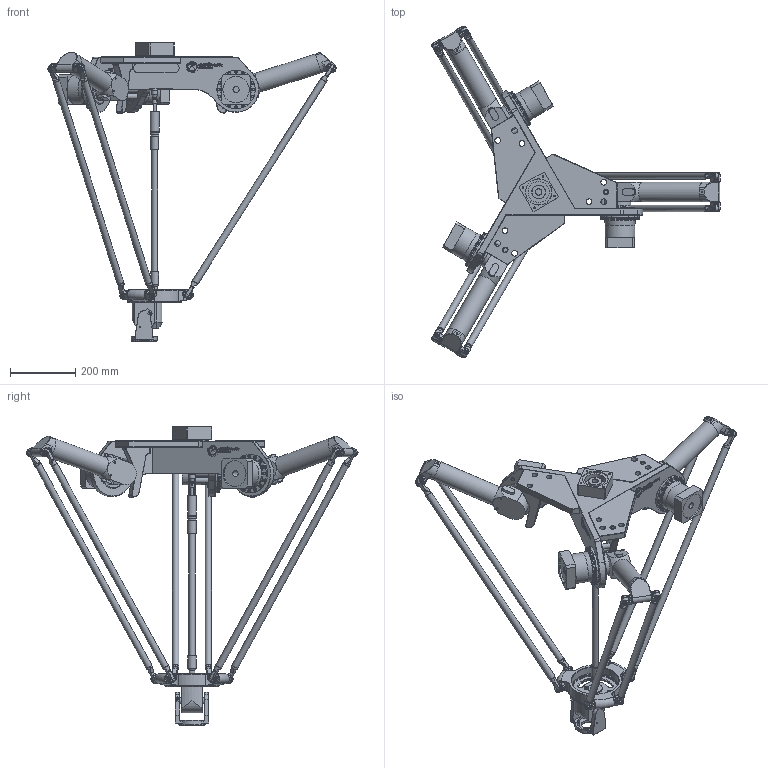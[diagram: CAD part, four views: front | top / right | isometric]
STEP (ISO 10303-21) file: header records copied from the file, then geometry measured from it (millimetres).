
FILE_DESCRIPTION(/* description */ (''),/* implementation_level */ '2;1');
FILE_NAME(/* name */ '3D-model_A_00818.stp',/* time_stamp */ '2022-07-05T15:58:12+02:00',/* author */ ('enrico.reif'),/* organization */ ('Majatronic'),/* preprocessor_version */ 'ST-DEVELOPER v16.5',/* originating_system */ 'Autodesk Inventor 2017',/* authorisation */ '');
FILE_SCHEMA (('AUTOMOTIVE_DESIGN { 1 0 10303 214 3 1 1 }'));
Products named in the file (11): MT_BGR00021648MT_BGR; MT_BGR00021647MT_BGR; MT_WST00068528MT_WST; MT_WST00046397MT_WST; MT_WST00054194MT_WST; MT_WST00060712MT_WST; MT_WST00068529MT_WST; MT_WST00045206MT_WST; MT_WST00068530MT_WST; MT_WST00068531MT_WST; MT_WST00065018MT_WST
Assembly tree (24 placements, depth 3):
  MT_BGR00021648MT_BGR
    MT_BGR00021647MT_BGR
      MT_WST00068528MT_WST
      MT_WST00046397MT_WST  x3
    MT_WST00054194MT_WST  x3
    MT_WST00060712MT_WST  x6
    MT_WST00068529MT_WST
    MT_WST00045206MT_WST  x6
    MT_WST00068530MT_WST
    MT_WST00068531MT_WST
    MT_WST00065018MT_WST
Bounding box: 885.85 x 1019.62 x 916 mm (x, y, z)
Volume: 14098727.1 mm3; surface area: 1636629.3 mm2
Topology: 23 solids, 25 shells, 3095 faces, 7142 edges, 4466 vertices
Faces by surface type: plane 1715, cylinder 862, cone 313, torus 105, bspline 96, sphere 4
Full cylindrical faces by diameter (mm): 4 x4, 4.917 x17, 5 x2, 6 x37, 8 x37, 8.5 x98, 9 x3, 10 x16, 11 x3, 12 x22, 15 x3, 16 x24, 17.5 x9, 18 x28, 19 x5, 20 x22, 25 x2, 27 x2, 31.5 x3, 40 x1, 42 x1, 45 x1, 60 x3, 63 x6, 65 x1, 67 x3, 68.87 x3, 80 x2, 81 x3, 90 x3
Entity records: 60918 total; most frequent: CARTESIAN_POINT 17063, DIRECTION 9075, ORIENTED_EDGE 8192, EDGE_CURVE 4096, AXIS2_PLACEMENT_3D 3277, VERTEX_POINT 2755, EDGE_LOOP 2523, LINE 2521
